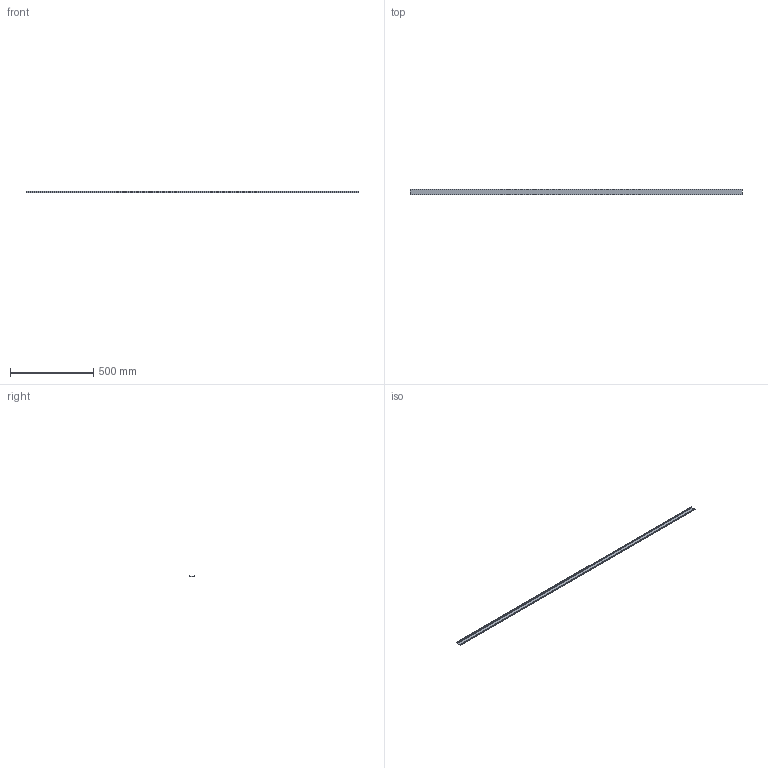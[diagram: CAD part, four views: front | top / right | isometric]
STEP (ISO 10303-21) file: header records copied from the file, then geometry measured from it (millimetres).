
FILE_DESCRIPTION(('SolidDesigner STEP Export'),'2;1');
FILE_NAME('0801681_NS_35_7.5_UNPERF_2000MM-select.stp','2013-11-15T 9:06:16',(''),(''),'Creo Elements/Direct Modeling STEP processor for AP214 (Solid Model)','Creo Elements/Direct Modeling 18.1B 29-Sep-2012 (C) Parametric Technology GmbH','');
FILE_SCHEMA(('AUTOMOTIVE_DESIGN { 1 0 10303 214 1 1 1 1 }'));
Length unit declared in the file: millimetre
Products named in the file (2): 0801681_NS_35_7.5_UNPERF_2000MM-select
Assembly tree (1 placements, depth 2):
  0801681_NS_35_7.5_UNPERF_2000MM-select
    0801681_NS_35_7.5_UNPERF_2000MM-select
Bounding box: 2000 x 35 x 7.5 mm (x, y, z)
Volume: 96000 mm3; surface area: 196096 mm2
Topology: 1 solids, 1 shells, 14 faces, 36 edges, 24 vertices
Faces by surface type: plane 14
Entity records: 577 total; most frequent: CARTESIAN_POINT 76, ORIENTED_EDGE 72, DIRECTION 68, VECTOR 36, LINE 36, EDGE_CURVE 36, VERTEX_POINT 24, AXIS2_PLACEMENT_3D 16
